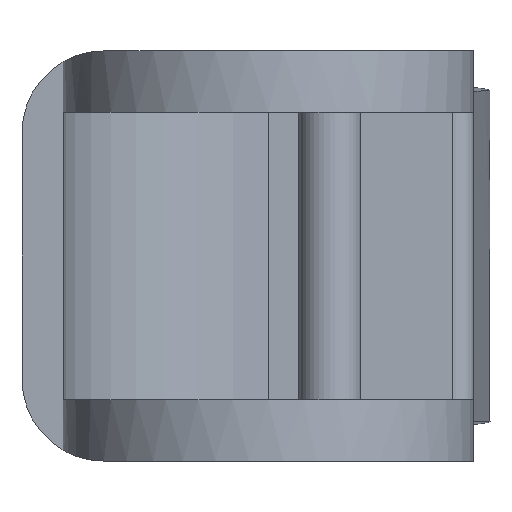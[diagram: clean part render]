
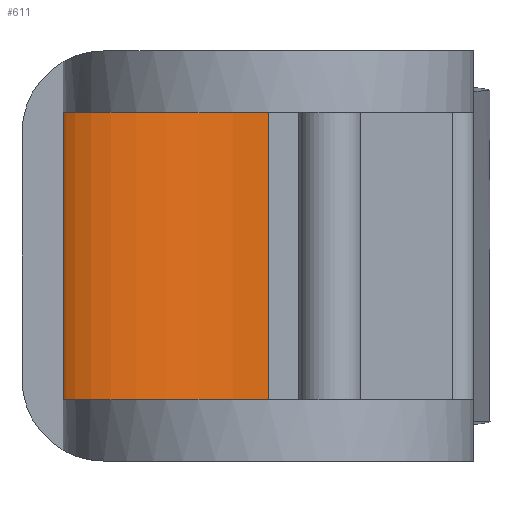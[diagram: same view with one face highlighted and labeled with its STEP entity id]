
A CAD part, left-side view. The second image highlights one B-rep face of the part: STEP entity #611.
In plain terms, the highlighted cylindrical face has radius 5 mm (diameter 10 mm), a partial arc.
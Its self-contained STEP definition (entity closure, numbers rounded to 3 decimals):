
#38=LINE('',#930,#69);
#62=LINE('',#1829,#93);
#69=VECTOR('',#687,10.);
#93=VECTOR('',#773,10.);
#105=CYLINDRICAL_SURFACE('',#665,5.);
#137=FACE_OUTER_BOUND('',#175,.T.);
#175=EDGE_LOOP('',(#554,#555,#556,#557));
#236=CIRCLE('',#662,5.);
#238=CIRCLE('',#666,5.);
#252=VERTEX_POINT('',#927);
#253=VERTEX_POINT('',#929);
#295=VERTEX_POINT('',#1822);
#297=VERTEX_POINT('',#1828);
#314=EDGE_CURVE('',#253,#252,#38,.T.);
#382=EDGE_CURVE('',#253,#295,#236,.T.);
#384=EDGE_CURVE('',#295,#297,#62,.T.);
#386=EDGE_CURVE('',#252,#297,#238,.T.);
#554=ORIENTED_EDGE('',*,*,#382,.F.);
#555=ORIENTED_EDGE('',*,*,#314,.T.);
#556=ORIENTED_EDGE('',*,*,#386,.T.);
#557=ORIENTED_EDGE('',*,*,#384,.F.);
#611=ADVANCED_FACE('',(#137),#105,.F.);
#662=AXIS2_PLACEMENT_3D('',#1824,#767,#768);
#665=AXIS2_PLACEMENT_3D('',#1831,#775,#776);
#666=AXIS2_PLACEMENT_3D('',#1832,#777,#778);
#687=DIRECTION('',(0.,0.,-1.));
#767=DIRECTION('center_axis',(0.,0.,-1.));
#768=DIRECTION('ref_axis',(1.,0.,0.));
#773=DIRECTION('',(0.,0.,-1.));
#775=DIRECTION('center_axis',(0.,0.,1.));
#776=DIRECTION('ref_axis',(1.,0.,0.));
#777=DIRECTION('center_axis',(0.,0.,-1.));
#778=DIRECTION('ref_axis',(1.,0.,0.));
#927=CARTESIAN_POINT('',(0.,5.,1.5));
#929=CARTESIAN_POINT('',(0.,5.,8.5));
#930=CARTESIAN_POINT('',(0.,5.,10.));
#1822=CARTESIAN_POINT('',(5.,0.,8.5));
#1824=CARTESIAN_POINT('Origin',(0.,0.,8.5));
#1828=CARTESIAN_POINT('',(5.,0.,1.5));
#1829=CARTESIAN_POINT('',(5.,0.,10.));
#1831=CARTESIAN_POINT('Origin',(0.,0.,10.));
#1832=CARTESIAN_POINT('Origin',(0.,0.,1.5));
